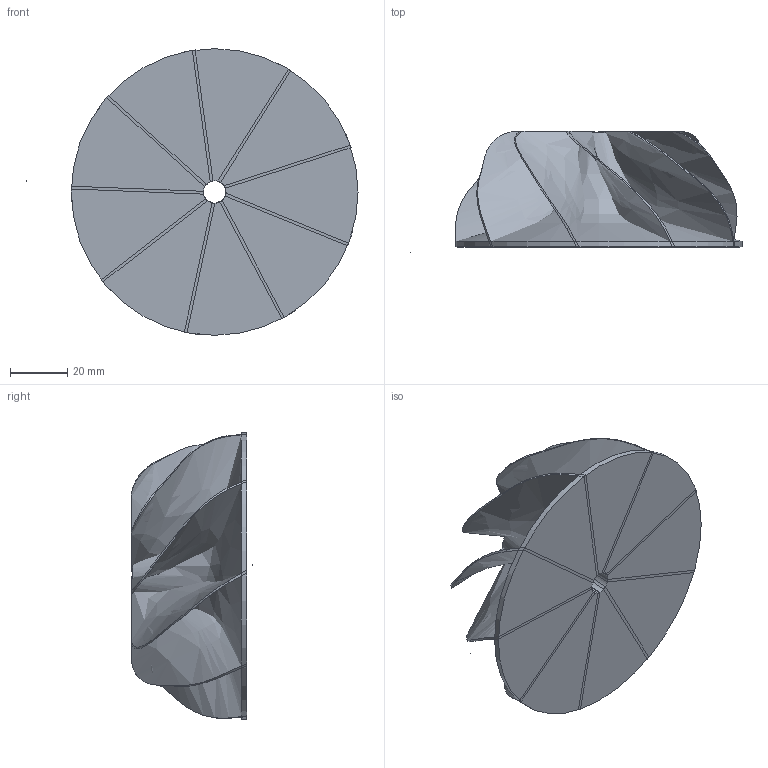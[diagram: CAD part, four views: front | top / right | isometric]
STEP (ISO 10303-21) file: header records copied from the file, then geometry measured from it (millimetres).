
FILE_DESCRIPTION(('HOOPS Exchange Step'),'2;1');
FILE_NAME('temp_export','2023-06-22T23:33:33+05:30',('AKASH'),('Shapr3D Limited'),'HOOPS Exchange 2022.2','Shapr3D','Authorized');
FILE_SCHEMA( ('AUTOMOTIVE_DESIGN { 1 0 10303 214 1 1 1 1 }') );
Length unit declared in the file: millimetre
Products named in the file (2): Circular Pattern 01; root
Assembly tree (1 placements, depth 2):
  root
    Circular Pattern 01
Bounding box: 116.02 x 42.36 x 100.19 mm (x, y, z)
Volume: 78537.6 mm3; surface area: 54439.6 mm2
Topology: 11 solids, 11 shells, 92 faces, 211 edges, 141 vertices
Faces by surface type: bspline 48, cylinder 23, plane 21
Full cylindrical faces by diameter (mm): 8 x1, 100.186 x1
Entity records: 23762 total; most frequent: CARTESIAN_POINT 22036, ORIENTED_EDGE 422, EDGE_CURVE 211, DIRECTION 189, B_SPLINE_CURVE_WITH_KNOTS 151, VERTEX_POINT 141, EDGE_LOOP 94, FACE_BOUND 94
